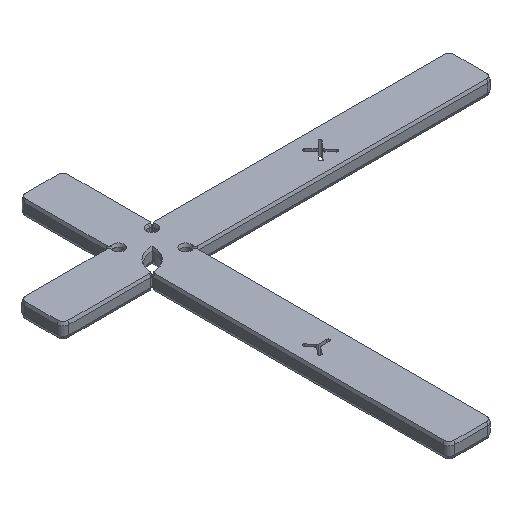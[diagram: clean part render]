
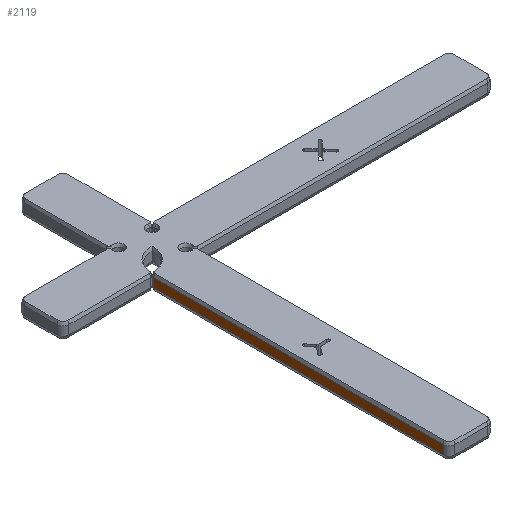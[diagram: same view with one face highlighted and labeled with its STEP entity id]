
A CAD part, isometric view. The second image highlights one B-rep face of the part: STEP entity #2119.
In plain terms, the highlighted planar face has unit normal (-1, 0, 0).
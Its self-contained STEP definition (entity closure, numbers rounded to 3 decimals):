
#275=ORIENTED_EDGE('',*,*,#905,.F.);
#276=ORIENTED_EDGE('',*,*,#906,.F.);
#277=ORIENTED_EDGE('',*,*,#907,.T.);
#278=ORIENTED_EDGE('',*,*,#908,.T.);
#905=EDGE_CURVE('',#1220,#1221,#1408,.T.);
#906=EDGE_CURVE('',#1222,#1220,#1409,.T.);
#907=EDGE_CURVE('',#1222,#1223,#1410,.T.);
#908=EDGE_CURVE('',#1223,#1221,#1411,.F.);
#1220=VERTEX_POINT('',#3262);
#1221=VERTEX_POINT('',#3263);
#1222=VERTEX_POINT('',#3265);
#1223=VERTEX_POINT('',#3267);
#1408=LINE('',#3261,#1609);
#1409=LINE('',#3264,#1610);
#1410=LINE('',#3266,#1611);
#1411=LINE('',#3268,#1612);
#1609=VECTOR('',#2537,1000.);
#1610=VECTOR('',#2538,1000.);
#1611=VECTOR('',#2539,1000.);
#1612=VECTOR('',#2540,1000.);
#1801=EDGE_LOOP('',(#275,#276,#277,#278));
#1934=FACE_BOUND('',#1801,.T.);
#2067=PLANE('',#2261);
#2119=ADVANCED_FACE('',(#1934),#2067,.F.);
#2261=AXIS2_PLACEMENT_3D('',#3260,#2535,#2536);
#2535=DIRECTION('',(1.,0.,0.));
#2536=DIRECTION('',(0.,1.,0.));
#2537=DIRECTION('',(0.,-1.,0.));
#2538=DIRECTION('',(0.,0.,1.));
#2539=DIRECTION('',(0.,-1.,0.));
#2540=DIRECTION('',(0.,0.,-1.));
#3260=CARTESIAN_POINT('',(-7.5,0.,3.));
#3261=CARTESIAN_POINT('',(-7.5,0.,3.));
#3262=CARTESIAN_POINT('',(-7.5,-0.5,3.));
#3263=CARTESIAN_POINT('',(-7.5,-98.,3.));
#3264=CARTESIAN_POINT('',(-7.5,-0.5,-0.3));
#3265=CARTESIAN_POINT('',(-7.5,-0.5,0.));
#3266=CARTESIAN_POINT('',(-7.5,0.,0.));
#3267=CARTESIAN_POINT('',(-7.5,-98.,0.));
#3268=CARTESIAN_POINT('',(-7.5,-98.,3.));
